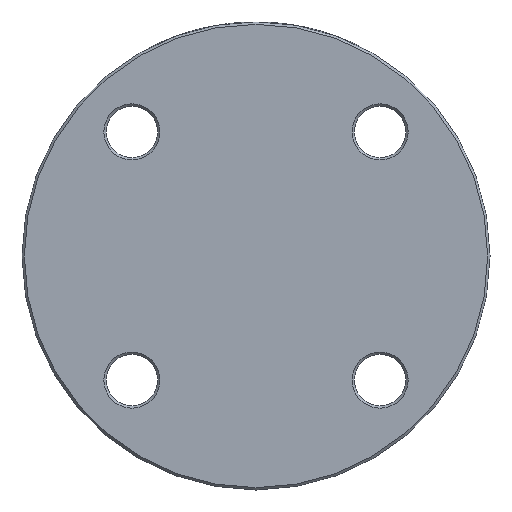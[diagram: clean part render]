
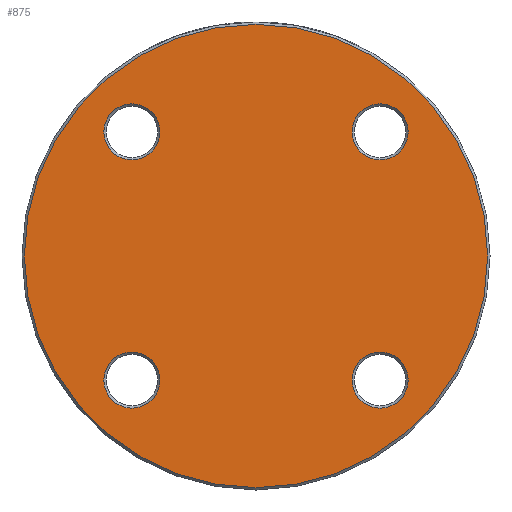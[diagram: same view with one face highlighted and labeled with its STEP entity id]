
A CAD part, left-side view. The second image highlights one B-rep face of the part: STEP entity #875.
In plain terms, the highlighted planar face has unit normal (-1, 0, 0).
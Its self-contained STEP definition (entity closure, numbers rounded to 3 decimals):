
#33 = EDGE_CURVE ( 'NONE', #1405, #1405, #4086, .T. ) ;
#52 = EDGE_CURVE ( 'NONE', #1044, #1044, #3741, .T. ) ;
#118 = AXIS2_PLACEMENT_3D ( 'NONE', #969, #4122, #555 ) ;
#134 = EDGE_LOOP ( 'NONE', ( #685 ) ) ;
#165 = CARTESIAN_POINT ( 'NONE',  ( 0., 0., -49.5 ) ) ;
#237 = AXIS2_PLACEMENT_3D ( 'NONE', #3379, #3351, #3787 ) ;
#238 = CARTESIAN_POINT ( 'NONE',  ( 0., 26.517, -32.517 ) ) ;
#372 = FACE_BOUND ( 'NONE', #134, .T. ) ;
#400 = DIRECTION ( 'NONE',  ( 0., 0., -1. ) ) ;
#421 = PLANE ( 'NONE',  #857 ) ;
#473 = DIRECTION ( 'NONE',  ( 1., 0., 0. ) ) ;
#555 = DIRECTION ( 'NONE',  ( 0., 0., -1. ) ) ;
#685 = ORIENTED_EDGE ( 'NONE', *, *, #33, .T. ) ;
#703 = ORIENTED_EDGE ( 'NONE', *, *, #2121, .T. ) ;
#763 = EDGE_LOOP ( 'NONE', ( #4071 ) ) ;
#783 = EDGE_LOOP ( 'NONE', ( #1076 ) ) ;
#789 = CARTESIAN_POINT ( 'NONE',  ( 0., 0., 0. ) ) ;
#857 = AXIS2_PLACEMENT_3D ( 'NONE', #4767, #473, #2818 ) ;
#875 = ADVANCED_FACE ( 'NONE', ( #4383, #372, #3541, #3959, #2716 ), #421, .F. ) ;
#948 = VERTEX_POINT ( 'NONE', #238 ) ;
#969 = CARTESIAN_POINT ( 'NONE',  ( 0., -26.517, -26.517 ) ) ;
#1044 = VERTEX_POINT ( 'NONE', #2134 ) ;
#1070 = CIRCLE ( 'NONE', #237, 6. ) ;
#1076 = ORIENTED_EDGE ( 'NONE', *, *, #1669, .T. ) ;
#1119 = CIRCLE ( 'NONE', #4676, 6. ) ;
#1274 = EDGE_LOOP ( 'NONE', ( #3210 ) ) ;
#1358 = VERTEX_POINT ( 'NONE', #3001 ) ;
#1379 = CARTESIAN_POINT ( 'NONE',  ( 0., -26.517, 26.517 ) ) ;
#1405 = VERTEX_POINT ( 'NONE', #1812 ) ;
#1416 = CARTESIAN_POINT ( 'NONE',  ( 0., 26.517, -26.517 ) ) ;
#1424 = EDGE_LOOP ( 'NONE', ( #703 ) ) ;
#1669 = EDGE_CURVE ( 'NONE', #948, #948, #1119, .T. ) ;
#1812 = CARTESIAN_POINT ( 'NONE',  ( 0., -26.517, 20.517 ) ) ;
#1846 = AXIS2_PLACEMENT_3D ( 'NONE', #1379, #2949, #4099 ) ;
#2121 = EDGE_CURVE ( 'NONE', #4126, #4126, #3345, .T. ) ;
#2134 = CARTESIAN_POINT ( 'NONE',  ( 0., -26.517, -32.517 ) ) ;
#2552 = DIRECTION ( 'NONE',  ( 0., 0., -1. ) ) ;
#2716 = FACE_BOUND ( 'NONE', #783, .T. ) ;
#2773 = DIRECTION ( 'NONE',  ( -1., 0., 0. ) ) ;
#2818 = DIRECTION ( 'NONE',  ( 0., 0., -1. ) ) ;
#2949 = DIRECTION ( 'NONE',  ( 1., 0., 0. ) ) ;
#3001 = CARTESIAN_POINT ( 'NONE',  ( 0., 26.517, 20.517 ) ) ;
#3210 = ORIENTED_EDGE ( 'NONE', *, *, #52, .T. ) ;
#3345 = CIRCLE ( 'NONE', #4098, 49.5 ) ;
#3351 = DIRECTION ( 'NONE',  ( 1., 0., 0. ) ) ;
#3379 = CARTESIAN_POINT ( 'NONE',  ( 0., 26.517, 26.517 ) ) ;
#3541 = FACE_BOUND ( 'NONE', #763, .T. ) ;
#3612 = EDGE_CURVE ( 'NONE', #1358, #1358, #1070, .T. ) ;
#3741 = CIRCLE ( 'NONE', #118, 6. ) ;
#3787 = DIRECTION ( 'NONE',  ( 0., 0., -1. ) ) ;
#3959 = FACE_OUTER_BOUND ( 'NONE', #1424, .T. ) ;
#4071 = ORIENTED_EDGE ( 'NONE', *, *, #3612, .T. ) ;
#4086 = CIRCLE ( 'NONE', #1846, 6. ) ;
#4098 = AXIS2_PLACEMENT_3D ( 'NONE', #789, #2773, #400 ) ;
#4099 = DIRECTION ( 'NONE',  ( 0., 0., -1. ) ) ;
#4122 = DIRECTION ( 'NONE',  ( 1., 0., 0. ) ) ;
#4126 = VERTEX_POINT ( 'NONE', #165 ) ;
#4164 = DIRECTION ( 'NONE',  ( 1., 0., 0. ) ) ;
#4383 = FACE_BOUND ( 'NONE', #1274, .T. ) ;
#4676 = AXIS2_PLACEMENT_3D ( 'NONE', #1416, #4164, #2552 ) ;
#4767 = CARTESIAN_POINT ( 'NONE',  ( 0., 0., 0. ) ) ;
